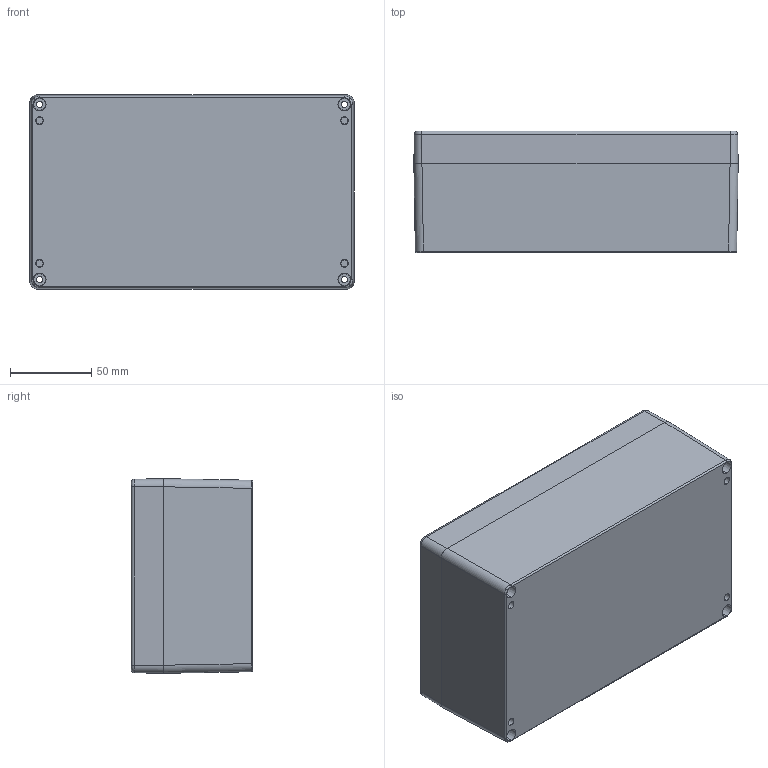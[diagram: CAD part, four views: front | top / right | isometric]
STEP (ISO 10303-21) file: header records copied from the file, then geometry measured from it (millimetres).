
FILE_DESCRIPTION (( 'STEP AP214' ), '1' );
FILE_NAME ('G123.STEP', '2009-10-26T02:53:08', ( 'NEF User' ), ( 'NEF User' ), 'SwSTEP 2.0', 'SolidWorks 2009', '' );
FILE_SCHEMA (( 'AUTOMOTIVE_DESIGN' ));
Length unit declared in the file: millimetre
Products named in the file (3): G123-BASE; G123; G123-COVER
Assembly tree (2 placements, depth 2):
  G123
    G123-COVER
    G123-BASE
Bounding box: 200 x 75 x 120 mm (x, y, z)
Volume: 290869.9 mm3; surface area: 199794.7 mm2
Topology: 2 solids, 2 shells, 797 faces, 1852 edges, 1060 vertices
Faces by surface type: cylinder 300, plane 151, torus 120, cone 112, bspline 82, sphere 32
Entity records: 24306 total; most frequent: CARTESIAN_POINT 6449, DIRECTION 3976, ORIENTED_EDGE 3640, EDGE_CURVE 1820, AXIS2_PLACEMENT_3D 1625, VERTEX_POINT 1060, CIRCLE 905, EDGE_LOOP 854
